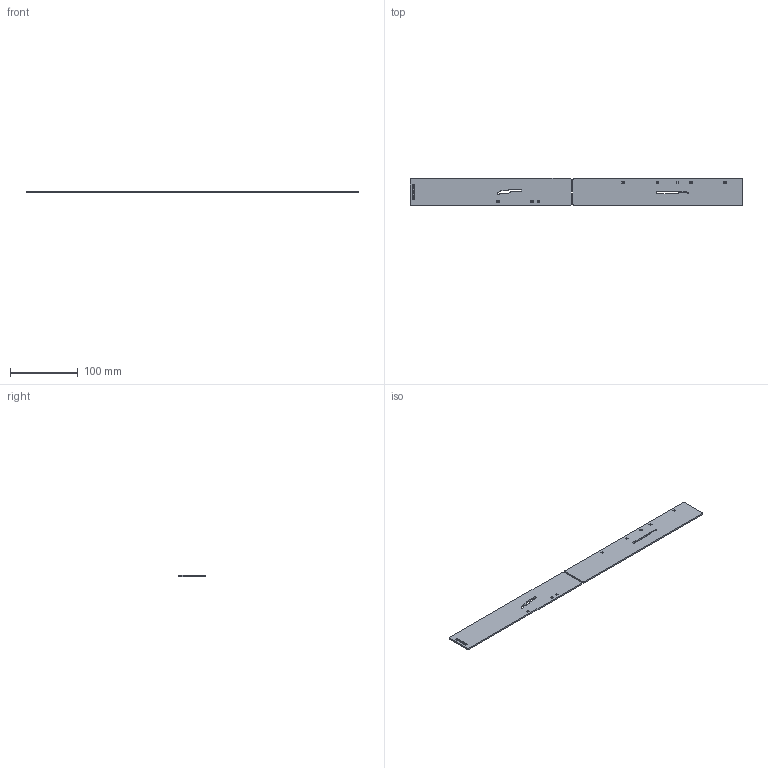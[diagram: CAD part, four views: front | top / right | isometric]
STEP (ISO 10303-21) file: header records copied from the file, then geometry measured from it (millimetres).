
FILE_DESCRIPTION(('Open CASCADE Model'),'2;1');
FILE_NAME('Open CASCADE Shape Model','2021-10-28T16:50:03',('Author'),( 'Open CASCADE'),'Open CASCADE STEP processor 6.8','Open CASCADE 6.8' ,'Unknown');
FILE_SCHEMA(('AUTOMOTIVE_DESIGN { 1 0 10303 214 1 1 1 1 }'));
Length unit declared in the file: millimetre
Products named in the file (1): PCB
Bounding box: 490.2 x 40 x 2.16 mm (x, y, z)
Volume: 41601.5 mm3; surface area: 41609 mm2
Topology: 2 solids, 2 shells, 101 faces, 291 edges, 194 vertices
Faces by surface type: cylinder 77, plane 24
Full cylindrical faces by diameter (mm): 0.9 x32, 1.02 x18
Entity records: 3631 total; most frequent: DIRECTION 649, CARTESIAN_POINT 587, ORIENTED_EDGE 582, EDGE_CURVE 291, AXIS2_PLACEMENT_3D 256, FACE_BOUND 205, EDGE_LOOP 205, VERTEX_POINT 194
